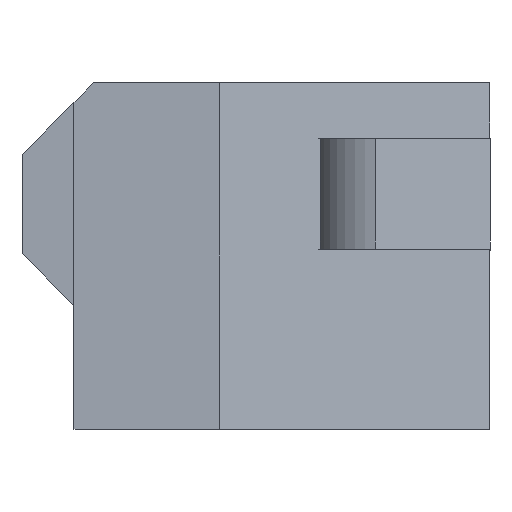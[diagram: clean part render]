
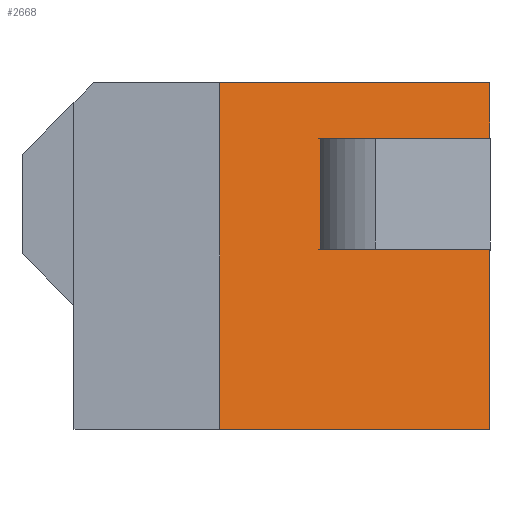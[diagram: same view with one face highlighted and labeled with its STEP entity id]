
A CAD part, left-side view. The second image highlights one B-rep face of the part: STEP entity #2668.
In plain terms, the highlighted planar face has unit normal (-0.866, -0.5, 0).
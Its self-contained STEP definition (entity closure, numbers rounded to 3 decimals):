
#18 = DIRECTION ( 'NONE',  ( 0.5, -0.866, 0. ) ) ;
#77 = DIRECTION ( 'NONE',  ( 0., 0., -1. ) ) ;
#99 = VECTOR ( 'NONE', #751, 1000. ) ;
#137 = VERTEX_POINT ( 'NONE', #1037 ) ;
#152 = CARTESIAN_POINT ( 'NONE',  ( -11.323, -7.107, 8.4 ) ) ;
#198 = ORIENTED_EDGE ( 'NONE', *, *, #1900, .F. ) ;
#286 = CARTESIAN_POINT ( 'NONE',  ( -11.323, -7.107, -1. ) ) ;
#307 = VECTOR ( 'NONE', #2107, 1000. ) ;
#339 = VECTOR ( 'NONE', #18, 1000. ) ;
#353 = CARTESIAN_POINT ( 'NONE',  ( -13., -4.203, 10. ) ) ;
#368 = CARTESIAN_POINT ( 'NONE',  ( -8.498, -12., 10. ) ) ;
#558 = CARTESIAN_POINT ( 'NONE',  ( -8.498, -12., 0. ) ) ;
#563 = CARTESIAN_POINT ( 'NONE',  ( -8.498, -12., 8.4 ) ) ;
#588 = EDGE_CURVE ( 'NONE', #839, #2381, #2160, .T. ) ;
#647 = ORIENTED_EDGE ( 'NONE', *, *, #588, .F. ) ;
#693 = EDGE_CURVE ( 'NONE', #1253, #1847, #882, .T. ) ;
#697 = VECTOR ( 'NONE', #740, 1000. ) ;
#710 = DIRECTION ( 'NONE',  ( -0.5, 0.866, 0. ) ) ;
#723 = EDGE_CURVE ( 'NONE', #1236, #1253, #1392, .T. ) ;
#735 = VECTOR ( 'NONE', #77, 1000. ) ;
#740 = DIRECTION ( 'NONE',  ( -0.5, 0.866, 0. ) ) ;
#751 = DIRECTION ( 'NONE',  ( 0., 0., -1. ) ) ;
#791 = FACE_OUTER_BOUND ( 'NONE', #2684, .T. ) ;
#809 = LINE ( 'NONE', #2333, #2615 ) ;
#839 = VERTEX_POINT ( 'NONE', #152 ) ;
#882 = LINE ( 'NONE', #558, #307 ) ;
#893 = CARTESIAN_POINT ( 'NONE',  ( -8.498, -12., 0. ) ) ;
#902 = ORIENTED_EDGE ( 'NONE', *, *, #2711, .F. ) ;
#910 = LINE ( 'NONE', #2630, #339 ) ;
#1007 = ORIENTED_EDGE ( 'NONE', *, *, #1477, .F. ) ;
#1037 = CARTESIAN_POINT ( 'NONE',  ( -13., -4.203, 0. ) ) ;
#1123 = CARTESIAN_POINT ( 'NONE',  ( -8.498, -12., 5.2 ) ) ;
#1155 = DIRECTION ( 'NONE',  ( -0.5, 0.866, 0. ) ) ;
#1194 = AXIS2_PLACEMENT_3D ( 'NONE', #1833, #1842, #1155 ) ;
#1236 = VERTEX_POINT ( 'NONE', #1265 ) ;
#1253 = VERTEX_POINT ( 'NONE', #368 ) ;
#1265 = CARTESIAN_POINT ( 'NONE',  ( -13., -4.203, 10. ) ) ;
#1360 = PLANE ( 'NONE',  #1194 ) ;
#1392 = LINE ( 'NONE', #353, #2486 ) ;
#1408 = EDGE_CURVE ( 'NONE', #2652, #2151, #2345, .T. ) ;
#1477 = EDGE_CURVE ( 'NONE', #2151, #137, #2182, .T. ) ;
#1753 = ORIENTED_EDGE ( 'NONE', *, *, #693, .F. ) ;
#1800 = LINE ( 'NONE', #1817, #697 ) ;
#1817 = CARTESIAN_POINT ( 'NONE',  ( -3.879, -20., 8.4 ) ) ;
#1833 = CARTESIAN_POINT ( 'NONE',  ( -3.879, -20., -1. ) ) ;
#1842 = DIRECTION ( 'NONE',  ( 0.866, 0.5, 0. ) ) ;
#1847 = VERTEX_POINT ( 'NONE', #563 ) ;
#1900 = EDGE_CURVE ( 'NONE', #137, #1236, #809, .T. ) ;
#2107 = DIRECTION ( 'NONE',  ( 0., 0., -1. ) ) ;
#2116 = VECTOR ( 'NONE', #710, 1000. ) ;
#2151 = VERTEX_POINT ( 'NONE', #893 ) ;
#2160 = LINE ( 'NONE', #286, #99 ) ;
#2182 = LINE ( 'NONE', #2276, #2116 ) ;
#2202 = EDGE_CURVE ( 'NONE', #2381, #2652, #910, .T. ) ;
#2231 = CARTESIAN_POINT ( 'NONE',  ( -11.323, -7.107, 5.2 ) ) ;
#2276 = CARTESIAN_POINT ( 'NONE',  ( -3.879, -20., 0. ) ) ;
#2321 = DIRECTION ( 'NONE',  ( 0.5, -0.866, 0. ) ) ;
#2326 = DIRECTION ( 'NONE',  ( 0., 0., 1. ) ) ;
#2333 = CARTESIAN_POINT ( 'NONE',  ( -13., -4.203, -1. ) ) ;
#2345 = LINE ( 'NONE', #2480, #735 ) ;
#2381 = VERTEX_POINT ( 'NONE', #2231 ) ;
#2396 = ORIENTED_EDGE ( 'NONE', *, *, #2202, .F. ) ;
#2480 = CARTESIAN_POINT ( 'NONE',  ( -8.498, -12., 0. ) ) ;
#2486 = VECTOR ( 'NONE', #2321, 1000. ) ;
#2615 = VECTOR ( 'NONE', #2326, 1000. ) ;
#2630 = CARTESIAN_POINT ( 'NONE',  ( -3.879, -20., 5.2 ) ) ;
#2652 = VERTEX_POINT ( 'NONE', #1123 ) ;
#2668 = ADVANCED_FACE ( 'NONE', ( #791 ), #1360, .F. ) ;
#2676 = ORIENTED_EDGE ( 'NONE', *, *, #723, .F. ) ;
#2684 = EDGE_LOOP ( 'NONE', ( #2396, #647, #902, #1753, #2676, #198, #1007, #2818 ) ) ;
#2711 = EDGE_CURVE ( 'NONE', #1847, #839, #1800, .T. ) ;
#2818 = ORIENTED_EDGE ( 'NONE', *, *, #1408, .F. ) ;
